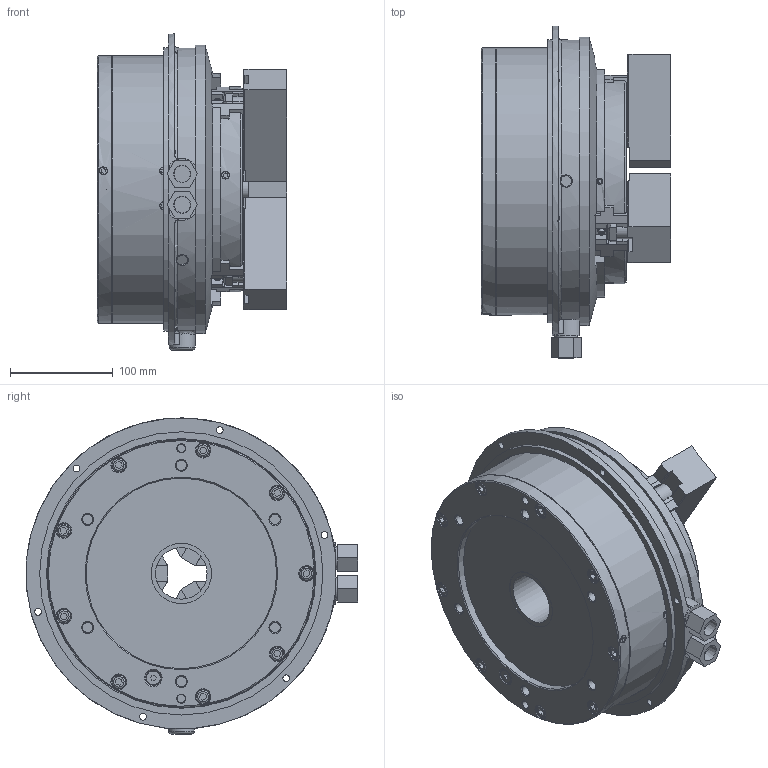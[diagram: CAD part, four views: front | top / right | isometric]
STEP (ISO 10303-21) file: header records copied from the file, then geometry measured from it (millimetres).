
FILE_DESCRIPTION(/* description */ ('Unknown'),/* implementation_level */ '2;1');
FILE_NAME(/* name */ 'UVE200K-Solid',/* time_stamp */ '2019-08-15T16:25:35+01:00',/* author */ ('Unknown'),/* organization */ ('Unknown'),/* preprocessor_version */ 'ST-DEVELOPER v16.7',/* originating_system */ 'DEX',/* authorisation */ $);
FILE_SCHEMA (('AP242_MANAGED_MODEL_BASED_3D_ENGINEERING_MIM_LF { 1 0 10303 442 1 1 4 }','AUTOMOTIVE_DESIGN {1 0 10303 214 3 1 1}'));
Length unit declared in the file: millimetre
Products named in the file (1): UVE200K
Bounding box: 184 x 322.29 x 307 mm (x, y, z)
Volume: 7213001.5 mm3; surface area: 434434.2 mm2
Topology: 1 solids, 43 shells, 1281 faces, 3378 edges, 2189 vertices
Faces by surface type: plane 843, cylinder 298, cone 120, torus 9, sphere 6, bspline 5
Full cylindrical faces by diameter (mm): 1.9 x3, 4.2 x6, 5 x16, 5.1 x2, 5.5 x3, 6 x2, 6.6 x6, 6.8 x9, 7.6 x9, 8 x11, 8.5 x3, 9 x13, 9.5 x3, 9.728 x1, 10 x7, 10.3 x2, 11 x6, 11.6 x6, 12 x9, 13 x15, 14 x11, 14.7 x2, 15 x2, 16 x1, 18 x6, 19 x6, 22 x2, 25 x2, 40.5 x1, 50 x1
Entity records: 43184 total; most frequent: CARTESIAN_POINT 13068, DIRECTION 6143, ORIENTED_EDGE 5864, EDGE_CURVE 2932, AXIS2_PLACEMENT_3D 2111, VERTEX_POINT 2054, LINE 1921, VECTOR 1921
